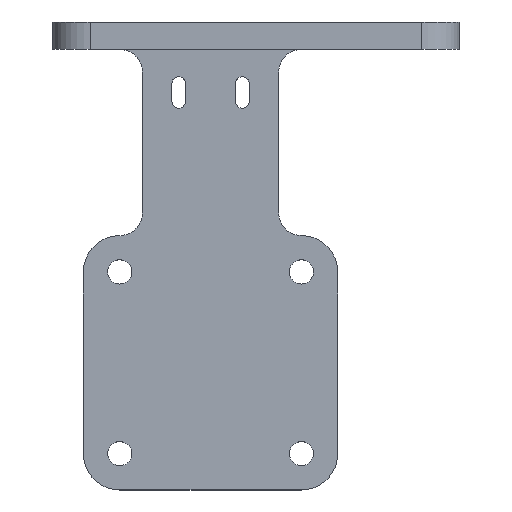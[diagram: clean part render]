
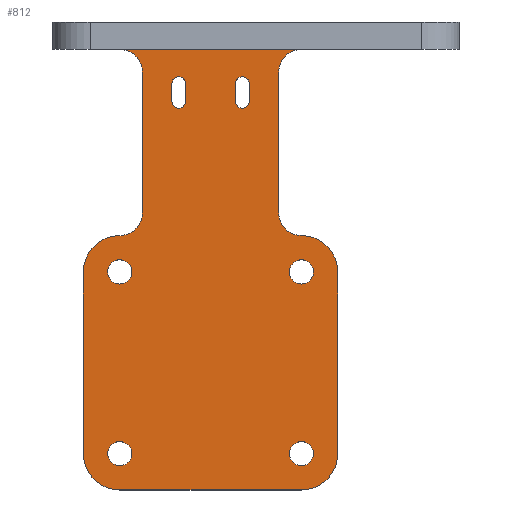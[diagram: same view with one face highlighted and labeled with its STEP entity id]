
A CAD part, top view. The second image highlights one B-rep face of the part: STEP entity #812.
In plain terms, the highlighted planar face has unit normal (0, 0, 1).
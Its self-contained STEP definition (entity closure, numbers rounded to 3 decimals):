
#29=FACE_BOUND('',#143,.T.);
#30=FACE_BOUND('',#144,.T.);
#31=FACE_BOUND('',#145,.T.);
#32=FACE_BOUND('',#146,.T.);
#33=FACE_BOUND('',#147,.T.);
#34=FACE_BOUND('',#148,.T.);
#52=PLANE('',#911);
#92=FACE_OUTER_BOUND('',#142,.T.);
#142=EDGE_LOOP('',(#725,#726,#727,#728,#729,#730,#731,#732,#733,#734,#735,
#736,#737,#738));
#143=EDGE_LOOP('',(#739));
#144=EDGE_LOOP('',(#740,#741,#742,#743));
#145=EDGE_LOOP('',(#744));
#146=EDGE_LOOP('',(#745,#746,#747,#748));
#147=EDGE_LOOP('',(#749));
#148=EDGE_LOOP('',(#750));
#151=LINE('',#1170,#221);
#159=LINE('',#1193,#229);
#183=LINE('',#1261,#253);
#196=LINE('',#1321,#266);
#199=LINE('',#1328,#269);
#201=LINE('',#1336,#271);
#205=LINE('',#1345,#275);
#210=LINE('',#1361,#280);
#213=LINE('',#1369,#283);
#218=LINE('',#1387,#288);
#221=VECTOR('',#927,10.);
#229=VECTOR('',#947,10.);
#253=VECTOR('',#1015,10.);
#266=VECTOR('',#1072,10.);
#269=VECTOR('',#1081,10.);
#271=VECTOR('',#1089,10.);
#275=VECTOR('',#1099,10.);
#280=VECTOR('',#1118,10.);
#283=VECTOR('',#1127,10.);
#288=VECTOR('',#1152,10.);
#289=CIRCLE('',#829,5.);
#291=CIRCLE('',#833,5.);
#319=CIRCLE('',#876,2.665);
#320=CIRCLE('',#878,2.665);
#321=CIRCLE('',#880,1.5);
#322=CIRCLE('',#883,1.5);
#323=CIRCLE('',#886,2.665);
#324=CIRCLE('',#889,1.5);
#325=CIRCLE('',#892,1.5);
#326=CIRCLE('',#894,2.665);
#327=CIRCLE('',#896,8.);
#328=CIRCLE('',#899,8.);
#329=CIRCLE('',#902,8.);
#330=CIRCLE('',#904,5.);
#331=CIRCLE('',#907,5.);
#332=CIRCLE('',#909,8.);
#333=VERTEX_POINT('',#1160);
#334=VERTEX_POINT('',#1161);
#337=VERTEX_POINT('',#1169);
#339=VERTEX_POINT('',#1175);
#340=VERTEX_POINT('',#1176);
#368=VERTEX_POINT('',#1259);
#389=VERTEX_POINT('',#1306);
#390=VERTEX_POINT('',#1310);
#391=VERTEX_POINT('',#1314);
#392=VERTEX_POINT('',#1315);
#393=VERTEX_POINT('',#1320);
#394=VERTEX_POINT('',#1324);
#395=VERTEX_POINT('',#1330);
#396=VERTEX_POINT('',#1334);
#397=VERTEX_POINT('',#1335);
#398=VERTEX_POINT('',#1340);
#399=VERTEX_POINT('',#1344);
#400=VERTEX_POINT('',#1350);
#401=VERTEX_POINT('',#1354);
#402=VERTEX_POINT('',#1355);
#403=VERTEX_POINT('',#1360);
#404=VERTEX_POINT('',#1364);
#405=VERTEX_POINT('',#1368);
#406=VERTEX_POINT('',#1372);
#407=VERTEX_POINT('',#1379);
#408=VERTEX_POINT('',#1383);
#409=EDGE_CURVE('',#333,#334,#289,.T.);
#413=EDGE_CURVE('',#337,#334,#151,.T.);
#416=EDGE_CURVE('',#339,#340,#291,.T.);
#425=EDGE_CURVE('',#333,#340,#159,.T.);
#459=EDGE_CURVE('',#339,#368,#183,.T.);
#483=EDGE_CURVE('',#389,#389,#319,.T.);
#485=EDGE_CURVE('',#390,#390,#320,.T.);
#486=EDGE_CURVE('',#391,#392,#321,.T.);
#489=EDGE_CURVE('',#392,#393,#196,.T.);
#491=EDGE_CURVE('',#393,#394,#322,.T.);
#493=EDGE_CURVE('',#394,#391,#199,.T.);
#495=EDGE_CURVE('',#395,#395,#323,.T.);
#496=EDGE_CURVE('',#396,#397,#201,.T.);
#499=EDGE_CURVE('',#397,#398,#324,.T.);
#501=EDGE_CURVE('',#398,#399,#205,.T.);
#503=EDGE_CURVE('',#399,#396,#325,.T.);
#505=EDGE_CURVE('',#400,#400,#326,.T.);
#506=EDGE_CURVE('',#401,#402,#327,.T.);
#509=EDGE_CURVE('',#402,#403,#210,.T.);
#511=EDGE_CURVE('',#403,#404,#328,.T.);
#513=EDGE_CURVE('',#404,#405,#213,.T.);
#515=EDGE_CURVE('',#405,#406,#329,.T.);
#517=EDGE_CURVE('',#337,#406,#330,.T.);
#518=EDGE_CURVE('',#407,#368,#331,.T.);
#520=EDGE_CURVE('',#407,#408,#332,.T.);
#522=EDGE_CURVE('',#408,#401,#218,.T.);
#725=ORIENTED_EDGE('',*,*,#425,.T.);
#726=ORIENTED_EDGE('',*,*,#416,.F.);
#727=ORIENTED_EDGE('',*,*,#459,.T.);
#728=ORIENTED_EDGE('',*,*,#518,.F.);
#729=ORIENTED_EDGE('',*,*,#520,.T.);
#730=ORIENTED_EDGE('',*,*,#522,.T.);
#731=ORIENTED_EDGE('',*,*,#506,.T.);
#732=ORIENTED_EDGE('',*,*,#509,.T.);
#733=ORIENTED_EDGE('',*,*,#511,.T.);
#734=ORIENTED_EDGE('',*,*,#513,.T.);
#735=ORIENTED_EDGE('',*,*,#515,.T.);
#736=ORIENTED_EDGE('',*,*,#517,.F.);
#737=ORIENTED_EDGE('',*,*,#413,.T.);
#738=ORIENTED_EDGE('',*,*,#409,.F.);
#739=ORIENTED_EDGE('',*,*,#505,.T.);
#740=ORIENTED_EDGE('',*,*,#503,.T.);
#741=ORIENTED_EDGE('',*,*,#496,.T.);
#742=ORIENTED_EDGE('',*,*,#499,.T.);
#743=ORIENTED_EDGE('',*,*,#501,.T.);
#744=ORIENTED_EDGE('',*,*,#495,.T.);
#745=ORIENTED_EDGE('',*,*,#493,.T.);
#746=ORIENTED_EDGE('',*,*,#486,.T.);
#747=ORIENTED_EDGE('',*,*,#489,.T.);
#748=ORIENTED_EDGE('',*,*,#491,.T.);
#749=ORIENTED_EDGE('',*,*,#485,.T.);
#750=ORIENTED_EDGE('',*,*,#483,.T.);
#812=ADVANCED_FACE('',(#92,#29,#30,#31,#32,#33,#34),#52,.T.);
#829=AXIS2_PLACEMENT_3D('',#1162,#919,#920);
#833=AXIS2_PLACEMENT_3D('',#1177,#932,#933);
#876=AXIS2_PLACEMENT_3D('',#1308,#1057,#1058);
#878=AXIS2_PLACEMENT_3D('',#1312,#1062,#1063);
#880=AXIS2_PLACEMENT_3D('',#1316,#1066,#1067);
#883=AXIS2_PLACEMENT_3D('',#1325,#1076,#1077);
#886=AXIS2_PLACEMENT_3D('',#1332,#1085,#1086);
#889=AXIS2_PLACEMENT_3D('',#1341,#1094,#1095);
#892=AXIS2_PLACEMENT_3D('',#1348,#1103,#1104);
#894=AXIS2_PLACEMENT_3D('',#1352,#1108,#1109);
#896=AXIS2_PLACEMENT_3D('',#1356,#1112,#1113);
#899=AXIS2_PLACEMENT_3D('',#1365,#1122,#1123);
#902=AXIS2_PLACEMENT_3D('',#1373,#1131,#1132);
#904=AXIS2_PLACEMENT_3D('',#1376,#1136,#1137);
#907=AXIS2_PLACEMENT_3D('',#1380,#1142,#1143);
#909=AXIS2_PLACEMENT_3D('',#1384,#1147,#1148);
#911=AXIS2_PLACEMENT_3D('',#1388,#1153,#1154);
#919=DIRECTION('center_axis',(0.,0.,1.));
#920=DIRECTION('ref_axis',(-0.707,0.707,0.));
#927=DIRECTION('',(0.,1.,0.));
#932=DIRECTION('center_axis',(0.,0.,1.));
#933=DIRECTION('ref_axis',(0.707,0.707,0.));
#947=DIRECTION('',(-1.,0.,0.));
#1015=DIRECTION('',(0.,-1.,0.));
#1057=DIRECTION('center_axis',(0.,0.,-1.));
#1058=DIRECTION('ref_axis',(1.,0.,0.));
#1062=DIRECTION('center_axis',(0.,0.,-1.));
#1063=DIRECTION('ref_axis',(1.,0.,0.));
#1066=DIRECTION('center_axis',(0.,0.,-1.));
#1067=DIRECTION('ref_axis',(1.,0.,0.));
#1072=DIRECTION('',(0.,-1.,0.));
#1076=DIRECTION('center_axis',(0.,0.,-1.));
#1077=DIRECTION('ref_axis',(-1.,0.,0.));
#1081=DIRECTION('',(0.,1.,0.));
#1085=DIRECTION('center_axis',(0.,0.,-1.));
#1086=DIRECTION('ref_axis',(1.,0.,0.));
#1089=DIRECTION('',(0.,1.,0.));
#1094=DIRECTION('center_axis',(0.,0.,-1.));
#1095=DIRECTION('ref_axis',(1.,0.,0.));
#1099=DIRECTION('',(0.,-1.,0.));
#1103=DIRECTION('center_axis',(0.,0.,-1.));
#1104=DIRECTION('ref_axis',(-1.,0.,0.));
#1108=DIRECTION('center_axis',(0.,0.,-1.));
#1109=DIRECTION('ref_axis',(1.,0.,0.));
#1112=DIRECTION('center_axis',(0.,0.,1.));
#1113=DIRECTION('ref_axis',(-1.,0.,0.));
#1118=DIRECTION('',(1.,0.,0.));
#1122=DIRECTION('center_axis',(0.,0.,1.));
#1123=DIRECTION('ref_axis',(0.,-1.,0.));
#1127=DIRECTION('',(0.,1.,0.));
#1131=DIRECTION('center_axis',(0.,0.,1.));
#1132=DIRECTION('ref_axis',(1.,0.,0.));
#1136=DIRECTION('center_axis',(0.,0.,1.));
#1137=DIRECTION('ref_axis',(-1.,0.,0.));
#1142=DIRECTION('center_axis',(0.,0.,1.));
#1143=DIRECTION('ref_axis',(0.,-1.,0.));
#1147=DIRECTION('center_axis',(0.,0.,1.));
#1148=DIRECTION('ref_axis',(0.,1.,0.));
#1152=DIRECTION('',(0.,-1.,0.));
#1153=DIRECTION('center_axis',(0.,0.,1.));
#1154=DIRECTION('ref_axis',(1.,0.,0.));
#1160=CARTESIAN_POINT('',(20.,69.,0.));
#1161=CARTESIAN_POINT('',(15.,64.,0.));
#1162=CARTESIAN_POINT('Origin',(20.,64.,0.));
#1169=CARTESIAN_POINT('',(15.,33.,0.));
#1170=CARTESIAN_POINT('',(15.,28.,0.));
#1175=CARTESIAN_POINT('',(-15.,64.,0.));
#1176=CARTESIAN_POINT('',(-20.,69.,0.));
#1177=CARTESIAN_POINT('Origin',(-20.,64.,0.));
#1193=CARTESIAN_POINT('',(5.,69.,0.));
#1259=CARTESIAN_POINT('',(-15.,33.,0.));
#1261=CARTESIAN_POINT('',(-15.,75.,0.));
#1306=CARTESIAN_POINT('',(-22.665,-20.,0.));
#1308=CARTESIAN_POINT('Origin',(-20.,-20.,0.));
#1310=CARTESIAN_POINT('',(-22.665,20.,0.));
#1312=CARTESIAN_POINT('Origin',(-20.,20.,0.));
#1314=CARTESIAN_POINT('',(5.5,61.5,0.));
#1315=CARTESIAN_POINT('',(8.5,61.5,0.));
#1316=CARTESIAN_POINT('Origin',(7.,61.5,0.));
#1320=CARTESIAN_POINT('',(8.5,57.5,0.));
#1321=CARTESIAN_POINT('',(8.5,57.5,0.));
#1324=CARTESIAN_POINT('',(5.5,57.5,0.));
#1325=CARTESIAN_POINT('Origin',(7.,57.5,0.));
#1328=CARTESIAN_POINT('',(5.5,61.5,0.));
#1330=CARTESIAN_POINT('',(17.335,-20.,0.));
#1332=CARTESIAN_POINT('Origin',(20.,-20.,0.));
#1334=CARTESIAN_POINT('',(-8.5,57.5,0.));
#1335=CARTESIAN_POINT('',(-8.5,61.5,0.));
#1336=CARTESIAN_POINT('',(-8.5,57.5,0.));
#1340=CARTESIAN_POINT('',(-5.5,61.5,0.));
#1341=CARTESIAN_POINT('Origin',(-7.,61.5,0.));
#1344=CARTESIAN_POINT('',(-5.5,57.5,0.));
#1345=CARTESIAN_POINT('',(-5.5,61.5,0.));
#1348=CARTESIAN_POINT('Origin',(-7.,57.5,0.));
#1350=CARTESIAN_POINT('',(17.335,20.,0.));
#1352=CARTESIAN_POINT('Origin',(20.,20.,0.));
#1354=CARTESIAN_POINT('',(-28.,-20.,0.));
#1355=CARTESIAN_POINT('',(-20.,-28.,0.));
#1356=CARTESIAN_POINT('Origin',(-20.,-20.,0.));
#1360=CARTESIAN_POINT('',(20.,-28.,0.));
#1361=CARTESIAN_POINT('',(-20.,-28.,0.));
#1364=CARTESIAN_POINT('',(28.,-20.,0.));
#1365=CARTESIAN_POINT('Origin',(20.,-20.,0.));
#1368=CARTESIAN_POINT('',(28.,20.,0.));
#1369=CARTESIAN_POINT('',(28.,-20.,0.));
#1372=CARTESIAN_POINT('',(20.,28.,0.));
#1373=CARTESIAN_POINT('Origin',(20.,20.,0.));
#1376=CARTESIAN_POINT('Origin',(20.,33.,0.));
#1379=CARTESIAN_POINT('',(-20.,28.,0.));
#1380=CARTESIAN_POINT('Origin',(-20.,33.,0.));
#1383=CARTESIAN_POINT('',(-28.,20.,0.));
#1384=CARTESIAN_POINT('Origin',(-20.,20.,0.));
#1387=CARTESIAN_POINT('',(-28.,20.,0.));
#1388=CARTESIAN_POINT('Origin',(0.,23.5,0.));
